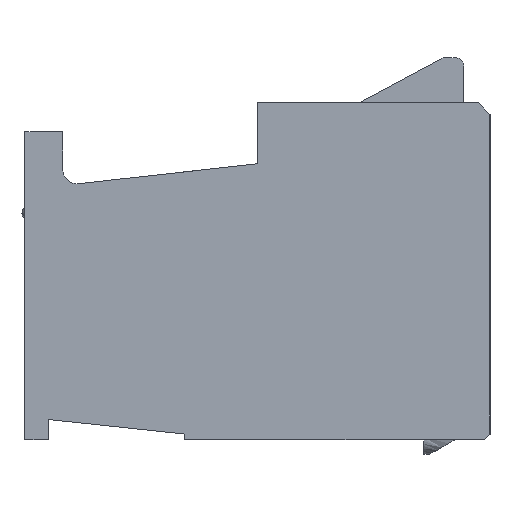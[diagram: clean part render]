
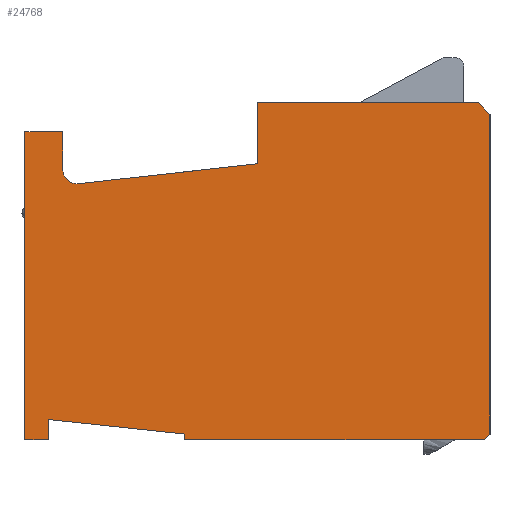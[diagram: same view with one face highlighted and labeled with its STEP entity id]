
A CAD part, left-side view. The second image highlights one B-rep face of the part: STEP entity #24768.
In plain terms, the highlighted free-form (B-spline) face has degree [1, 1] with [2, 2] control points.
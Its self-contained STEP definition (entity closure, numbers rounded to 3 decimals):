
#3344=CARTESIAN_POINT('',(-23.66,0.,10.184));
#3345=VERTEX_POINT('',#3344);
#3358=CARTESIAN_POINT('',(-23.66,0.4,10.584));
#3359=VERTEX_POINT('',#3358);
#3365=CARTESIAN_POINT('',(-23.66,0.,10.184));
#3366=CARTESIAN_POINT('',(-23.66,0.4,10.584));
#3367=B_SPLINE_CURVE_WITH_KNOTS('',1,(#3365,#3366),.POLYLINE_FORM.,.F.,.U.,(2,2),(0.,1.),.UNSPECIFIED.);
#3368=EDGE_CURVE('',#3345,#3359,#3367,.T.);
#3422=CARTESIAN_POINT('',(-23.66,14.7,9.584));
#3423=VERTEX_POINT('',#3422);
#3424=CARTESIAN_POINT('',(-23.66,16.,9.584));
#3425=VERTEX_POINT('',#3424);
#3426=CARTESIAN_POINT('',(-23.66,14.7,9.584));
#3427=CARTESIAN_POINT('',(-23.66,16.,9.584));
#3428=B_SPLINE_CURVE_WITH_KNOTS('',1,(#3426,#3427),.POLYLINE_FORM.,.F.,.U.,(2,2),(0.,1.),.UNSPECIFIED.);
#3429=EDGE_CURVE('',#3423,#3425,#3428,.T.);
#3474=CARTESIAN_POINT('',(-23.66,14.7,8.293));
#3475=VERTEX_POINT('',#3474);
#3481=CARTESIAN_POINT('',(-23.66,14.144,7.796));
#3482=VERTEX_POINT('',#3481);
#3483=CARTESIAN_POINT('',(-23.66,14.144,7.796));
#3484=CARTESIAN_POINT('',(-23.66,14.7,7.734));
#3485=CARTESIAN_POINT('',(-23.66,14.7,8.293));
#3486=(BOUNDED_CURVE()B_SPLINE_CURVE(2,(#3483,#3484,#3485),.CIRCULAR_ARC.,.F.,.U.)B_SPLINE_CURVE_WITH_KNOTS((3,3),(0.,1.),.UNSPECIFIED.)CURVE()GEOMETRIC_REPRESENTATION_ITEM()RATIONAL_B_SPLINE_CURVE((1.,0.667,1.))REPRESENTATION_ITEM(''));
#3487=EDGE_CURVE('',#3482,#3475,#3486,.T.);
#3510=CARTESIAN_POINT('',(-23.66,10.5,-0.816));
#3511=VERTEX_POINT('',#3510);
#3519=CARTESIAN_POINT('',(-23.66,15.2,-0.316));
#3520=VERTEX_POINT('',#3519);
#3521=CARTESIAN_POINT('',(-23.66,15.2,-0.316));
#3522=CARTESIAN_POINT('',(-23.66,10.5,-0.816));
#3523=B_SPLINE_CURVE_WITH_KNOTS('',1,(#3521,#3522),.POLYLINE_FORM.,.F.,.U.,(2,2),(0.,1.),.UNSPECIFIED.);
#3524=EDGE_CURVE('',#3520,#3511,#3523,.T.);
#10419=CARTESIAN_POINT('',(-23.66,8.,10.584));
#10420=VERTEX_POINT('',#10419);
#10426=CARTESIAN_POINT('',(-23.66,0.4,10.584));
#10427=CARTESIAN_POINT('',(-23.66,8.,10.584));
#10428=B_SPLINE_CURVE_WITH_KNOTS('',1,(#10426,#10427),.POLYLINE_FORM.,.F.,.U.,(2,2),(0.,1.),.UNSPECIFIED.);
#10429=EDGE_CURVE('',#3359,#10420,#10428,.T.);
#10902=CARTESIAN_POINT('',(-23.66,0.,-0.816));
#10903=VERTEX_POINT('',#10902);
#10904=CARTESIAN_POINT('',(-23.66,0.,-0.816));
#10905=CARTESIAN_POINT('',(-23.66,0.,10.184));
#10906=B_SPLINE_CURVE_WITH_KNOTS('',1,(#10904,#10905),.POLYLINE_FORM.,.F.,.U.,(2,2),(0.,1.),.UNSPECIFIED.);
#10907=EDGE_CURVE('',#10903,#3345,#10906,.T.);
#11188=CARTESIAN_POINT('',(-23.66,14.7,8.293));
#11189=CARTESIAN_POINT('',(-23.66,14.7,9.584));
#11190=B_SPLINE_CURVE_WITH_KNOTS('',1,(#11188,#11189),.POLYLINE_FORM.,.F.,.U.,(2,2),(0.,1.),.UNSPECIFIED.);
#11191=EDGE_CURVE('',#3475,#3423,#11190,.T.);
#11715=CARTESIAN_POINT('',(-23.66,8.,8.484));
#11716=VERTEX_POINT('',#11715);
#11722=CARTESIAN_POINT('',(-23.66,8.,10.584));
#11723=CARTESIAN_POINT('',(-23.66,8.,8.484));
#11724=B_SPLINE_CURVE_WITH_KNOTS('',1,(#11722,#11723),.POLYLINE_FORM.,.F.,.U.,(2,2),(0.,1.),.UNSPECIFIED.);
#11725=EDGE_CURVE('',#10420,#11716,#11724,.T.);
#12120=CARTESIAN_POINT('',(-23.66,8.,8.484));
#12121=CARTESIAN_POINT('',(-23.66,14.144,7.796));
#12122=B_SPLINE_CURVE_WITH_KNOTS('',1,(#12120,#12121),.POLYLINE_FORM.,.F.,.U.,(2,2),(0.,1.),.UNSPECIFIED.);
#12123=EDGE_CURVE('',#11716,#3482,#12122,.T.);
#24714=CARTESIAN_POINT('',(-23.66,0.,-1.016));
#24715=CARTESIAN_POINT('',(-23.66,16.,-1.016));
#24716=CARTESIAN_POINT('',(-23.66,0.,10.584));
#24717=CARTESIAN_POINT('',(-23.66,16.,10.584));
#24718=B_SPLINE_SURFACE_WITH_KNOTS('',1,1,((#24714,#24715),(#24716,#24717)),.PLANE_SURF.,.F.,.F.,.U.,(2,2),(2,2),(0.,1.),(0.,1.),.UNSPECIFIED.);
#24719=ORIENTED_EDGE('',*,*,#10907,.T.);
#24720=ORIENTED_EDGE('',*,*,#3368,.T.);
#24721=ORIENTED_EDGE('',*,*,#10429,.T.);
#24722=ORIENTED_EDGE('',*,*,#11725,.T.);
#24723=ORIENTED_EDGE('',*,*,#12123,.T.);
#24724=ORIENTED_EDGE('',*,*,#3487,.T.);
#24725=ORIENTED_EDGE('',*,*,#11191,.T.);
#24726=ORIENTED_EDGE('',*,*,#3429,.T.);
#24727=CARTESIAN_POINT('',(-23.66,16.,-1.016));
#24728=VERTEX_POINT('',#24727);
#24729=CARTESIAN_POINT('',(-23.66,16.,9.584));
#24730=CARTESIAN_POINT('',(-23.66,16.,-1.016));
#24731=B_SPLINE_CURVE_WITH_KNOTS('',1,(#24729,#24730),.POLYLINE_FORM.,.F.,.U.,(2,2),(0.,1.),.UNSPECIFIED.);
#24732=EDGE_CURVE('',#3425,#24728,#24731,.T.);
#24733=ORIENTED_EDGE('',*,*,#24732,.T.);
#24734=CARTESIAN_POINT('',(-23.66,15.2,-1.016));
#24735=VERTEX_POINT('',#24734);
#24736=CARTESIAN_POINT('',(-23.66,16.,-1.016));
#24737=CARTESIAN_POINT('',(-23.66,15.2,-1.016));
#24738=B_SPLINE_CURVE_WITH_KNOTS('',1,(#24736,#24737),.POLYLINE_FORM.,.F.,.U.,(2,2),(0.,1.),.UNSPECIFIED.);
#24739=EDGE_CURVE('',#24728,#24735,#24738,.T.);
#24740=ORIENTED_EDGE('',*,*,#24739,.T.);
#24741=CARTESIAN_POINT('',(-23.66,15.2,-0.316));
#24742=CARTESIAN_POINT('',(-23.66,15.2,-1.016));
#24743=B_SPLINE_CURVE_WITH_KNOTS('',1,(#24741,#24742),.POLYLINE_FORM.,.F.,.U.,(2,2),(0.,1.),.UNSPECIFIED.);
#24744=EDGE_CURVE('',#3520,#24735,#24743,.T.);
#24745=ORIENTED_EDGE('',*,*,#24744,.F.);
#24746=ORIENTED_EDGE('',*,*,#3524,.T.);
#24747=CARTESIAN_POINT('',(-23.66,10.5,-1.016));
#24748=VERTEX_POINT('',#24747);
#24749=CARTESIAN_POINT('',(-23.66,10.5,-0.816));
#24750=CARTESIAN_POINT('',(-23.66,10.5,-1.016));
#24751=B_SPLINE_CURVE_WITH_KNOTS('',1,(#24749,#24750),.POLYLINE_FORM.,.F.,.U.,(2,2),(0.,1.),.UNSPECIFIED.);
#24752=EDGE_CURVE('',#3511,#24748,#24751,.T.);
#24753=ORIENTED_EDGE('',*,*,#24752,.T.);
#24754=CARTESIAN_POINT('',(-23.66,0.2,-1.016));
#24755=VERTEX_POINT('',#24754);
#24756=CARTESIAN_POINT('',(-23.66,0.2,-1.016));
#24757=CARTESIAN_POINT('',(-23.66,10.5,-1.016));
#24758=B_SPLINE_CURVE_WITH_KNOTS('',1,(#24756,#24757),.POLYLINE_FORM.,.F.,.U.,(2,2),(0.,1.),.UNSPECIFIED.);
#24759=EDGE_CURVE('',#24755,#24748,#24758,.T.);
#24760=ORIENTED_EDGE('',*,*,#24759,.F.);
#24761=CARTESIAN_POINT('',(-23.66,0.,-0.816));
#24762=CARTESIAN_POINT('',(-23.66,0.2,-1.016));
#24763=B_SPLINE_CURVE_WITH_KNOTS('',1,(#24761,#24762),.POLYLINE_FORM.,.F.,.U.,(2,2),(0.,1.),.UNSPECIFIED.);
#24764=EDGE_CURVE('',#10903,#24755,#24763,.T.);
#24765=ORIENTED_EDGE('',*,*,#24764,.F.);
#24766=EDGE_LOOP('',(#24719,#24720,#24721,#24722,#24723,#24724,#24725,#24726,#24733,#24740,#24745,#24746,#24753,#24760,#24765));
#24767=FACE_OUTER_BOUND('',#24766,.T.);
#24768=ADVANCED_FACE('',(#24767),#24718,.T.);
